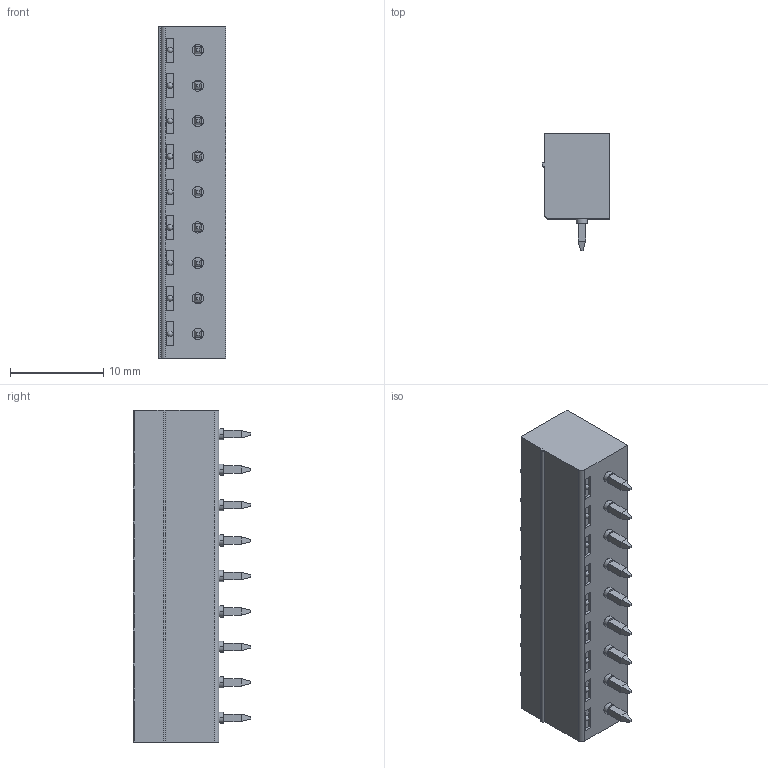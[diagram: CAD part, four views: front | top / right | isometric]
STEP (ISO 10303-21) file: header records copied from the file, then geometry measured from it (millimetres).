
FILE_DESCRIPTION(('Creo Elements/Direct Modeling STEP Export'),'2;1');
FILE_NAME('model.stp','2019-08-12T14:20:12',(''),(''),'Creo Elements/Direct Modeling STEP processor for AP214 (Solid Model)','Creo Elements/Direct Modeling 20.1A 29-Sep-2018 (C) Parametric Technology GmbH','');
FILE_SCHEMA(('AUTOMOTIVE_DESIGN { 1 0 10303 214 1 1 1 1 }'));
Length unit declared in the file: millimetre
Products named in the file (2): MCV_1_5-9-G-3_81
Assembly tree (1 placements, depth 2):
  MCV_1_5-9-G-3_81
    MCV_1_5-9-G-3_81
Bounding box: 7.25 x 12.6 x 35.68 mm (x, y, z)
Volume: 1334.2 mm3; surface area: 2949.3 mm2
Topology: 1 solids, 1 shells, 541 faces, 1362 edges, 872 vertices
Faces by surface type: plane 431, cylinder 92, cone 9, sphere 9
Entity records: 18565 total; most frequent: CARTESIAN_POINT 2809, ORIENTED_EDGE 2688, DIRECTION 2537, EDGE_CURVE 1344, VECTOR 1115, LINE 1115, VERTEX_POINT 872, AXIS2_PLACEMENT_3D 711
